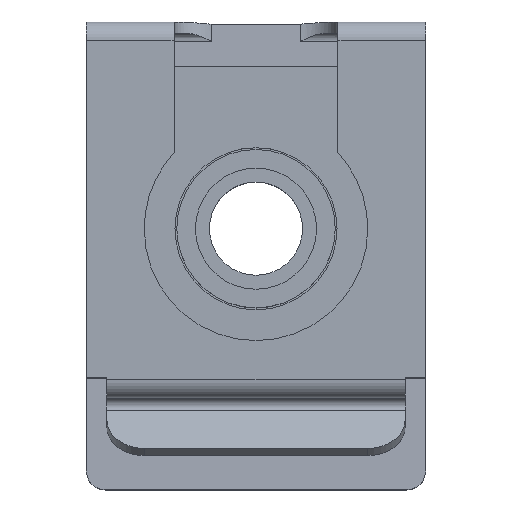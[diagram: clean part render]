
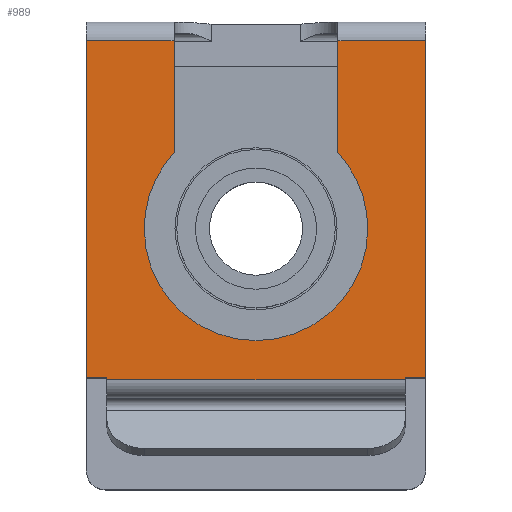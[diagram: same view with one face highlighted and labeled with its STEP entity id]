
A CAD part, top view. The second image highlights one B-rep face of the part: STEP entity #989.
In plain terms, the highlighted face is planar.
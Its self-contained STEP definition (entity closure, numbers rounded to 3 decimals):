
#18 = CARTESIAN_POINT ( 'NONE',  ( -4.079, 0., 4.4 ) ) ;
#25 = LINE ( 'NONE', #2109, #3213 ) ;
#31 = LINE ( 'NONE', #963, #3221 ) ;
#33 = AXIS2_PLACEMENT_3D ( 'NONE', #2840, #2759, #2742 ) ;
#49 = DIRECTION ( 'NONE',  ( 1., 0., 0. ) ) ;
#57 = EDGE_CURVE ( 'NONE', #1763, #2747, #2006, .T. ) ;
#84 = LINE ( 'NONE', #3471, #718 ) ;
#113 = DIRECTION ( 'NONE',  ( 0., 0., 1. ) ) ;
#117 = VERTEX_POINT ( 'NONE', #3228 ) ;
#137 = DIRECTION ( 'NONE',  ( -1., 0., 0. ) ) ;
#210 = CARTESIAN_POINT ( 'NONE',  ( -10.1, 0., 4.4 ) ) ;
#211 = EDGE_CURVE ( 'NONE', #702, #2452, #1612, .T. ) ;
#236 = DIRECTION ( 'NONE',  ( 1., 0., 0. ) ) ;
#270 = VECTOR ( 'NONE', #1329, 1000. ) ;
#325 = ORIENTED_EDGE ( 'NONE', *, *, #57, .T. ) ;
#360 = EDGE_CURVE ( 'NONE', #1713, #2747, #1392, .T. ) ;
#369 = LINE ( 'NONE', #1027, #270 ) ;
#395 = EDGE_CURVE ( 'NONE', #611, #1713, #3625, .T. ) ;
#403 = CARTESIAN_POINT ( 'NONE',  ( -10.1, 0., 9.1 ) ) ;
#419 = EDGE_CURVE ( 'NONE', #611, #2050, #2034, .T. ) ;
#441 = CARTESIAN_POINT ( 'NONE',  ( 8., 0., -9.1 ) ) ;
#470 = CARTESIAN_POINT ( 'NONE',  ( 8., 0., -8. ) ) ;
#498 = EDGE_CURVE ( 'NONE', #2430, #1125, #1735, .T. ) ;
#527 = VECTOR ( 'NONE', #3794, 1000. ) ;
#550 = CARTESIAN_POINT ( 'NONE',  ( 8.1, 0., -8. ) ) ;
#610 = VECTOR ( 'NONE', #113, 1000. ) ;
#611 = VERTEX_POINT ( 'NONE', #441 ) ;
#702 = VERTEX_POINT ( 'NONE', #1502 ) ;
#710 = CARTESIAN_POINT ( 'NONE',  ( 0., 0., 6. ) ) ;
#718 = VECTOR ( 'NONE', #1324, 1000. ) ;
#720 = VECTOR ( 'NONE', #137, 1000. ) ;
#749 = ORIENTED_EDGE ( 'NONE', *, *, #2088, .F. ) ;
#843 = ORIENTED_EDGE ( 'NONE', *, *, #2984, .F. ) ;
#869 = CIRCLE ( 'NONE', #2099, 6. ) ;
#906 = EDGE_CURVE ( 'NONE', #2050, #2962, #2991, .T. ) ;
#963 = CARTESIAN_POINT ( 'NONE',  ( -11.1, 0., 4.4 ) ) ;
#989 = ADVANCED_FACE ( 'NONE', ( #1784 ), #2797, .F. ) ;
#1027 = CARTESIAN_POINT ( 'NONE',  ( -11.1, 0., -4.4 ) ) ;
#1125 = VERTEX_POINT ( 'NONE', #710 ) ;
#1131 = ORIENTED_EDGE ( 'NONE', *, *, #3643, .F. ) ;
#1170 = VECTOR ( 'NONE', #3828, 1000. ) ;
#1296 = DIRECTION ( 'NONE',  ( 0., 1., 0. ) ) ;
#1320 = EDGE_CURVE ( 'NONE', #1763, #117, #84, .T. ) ;
#1324 = DIRECTION ( 'NONE',  ( -1., 0., 0. ) ) ;
#1329 = DIRECTION ( 'NONE',  ( -1., 0., 0. ) ) ;
#1339 = ORIENTED_EDGE ( 'NONE', *, *, #3695, .F. ) ;
#1358 = CARTESIAN_POINT ( 'NONE',  ( -10.1, 0., 9.1 ) ) ;
#1371 = EDGE_CURVE ( 'NONE', #3832, #3648, #2270, .T. ) ;
#1392 = LINE ( 'NONE', #470, #3723 ) ;
#1463 = EDGE_LOOP ( 'NONE', ( #3199, #843, #1764, #1339, #2960, #1834, #325, #2762, #2346, #2511, #1762, #1131, #3229, #749 ) ) ;
#1502 = CARTESIAN_POINT ( 'NONE',  ( 0., 0., -6. ) ) ;
#1612 = CIRCLE ( 'NONE', #3618, 6. ) ;
#1713 = VERTEX_POINT ( 'NONE', #3162 ) ;
#1735 = CIRCLE ( 'NONE', #3947, 6. ) ;
#1762 = ORIENTED_EDGE ( 'NONE', *, *, #906, .T. ) ;
#1763 = VERTEX_POINT ( 'NONE', #2290 ) ;
#1764 = ORIENTED_EDGE ( 'NONE', *, *, #1371, .T. ) ;
#1765 = CARTESIAN_POINT ( 'NONE',  ( 8., 0., 9.1 ) ) ;
#1784 = FACE_OUTER_BOUND ( 'NONE', #1463, .T. ) ;
#1834 = ORIENTED_EDGE ( 'NONE', *, *, #1320, .F. ) ;
#1999 = CARTESIAN_POINT ( 'NONE',  ( -11.1, 0., 9.1 ) ) ;
#2006 = LINE ( 'NONE', #3891, #1170 ) ;
#2034 = LINE ( 'NONE', #3305, #3446 ) ;
#2050 = VERTEX_POINT ( 'NONE', #3131 ) ;
#2068 = DIRECTION ( 'NONE',  ( -1., 0., 0. ) ) ;
#2088 = EDGE_CURVE ( 'NONE', #1125, #702, #869, .T. ) ;
#2099 = AXIS2_PLACEMENT_3D ( 'NONE', #3144, #1296, #3437 ) ;
#2109 = CARTESIAN_POINT ( 'NONE',  ( 8., 0., 9.1 ) ) ;
#2205 = CARTESIAN_POINT ( 'NONE',  ( -4.079, 0., -4.4 ) ) ;
#2249 = DIRECTION ( 'NONE',  ( 0., 0., 1. ) ) ;
#2270 = LINE ( 'NONE', #1358, #610 ) ;
#2290 = CARTESIAN_POINT ( 'NONE',  ( 8.1, 0., 8. ) ) ;
#2314 = CARTESIAN_POINT ( 'NONE',  ( 0., 0., 0. ) ) ;
#2346 = ORIENTED_EDGE ( 'NONE', *, *, #395, .F. ) ;
#2368 = DIRECTION ( 'NONE',  ( 0., 1., 0. ) ) ;
#2370 = LINE ( 'NONE', #1999, #720 ) ;
#2430 = VERTEX_POINT ( 'NONE', #18 ) ;
#2452 = VERTEX_POINT ( 'NONE', #2205 ) ;
#2489 = DIRECTION ( 'NONE',  ( 0., 0., 1. ) ) ;
#2511 = ORIENTED_EDGE ( 'NONE', *, *, #419, .T. ) ;
#2679 = VERTEX_POINT ( 'NONE', #1765 ) ;
#2742 = DIRECTION ( 'NONE',  ( 0., 0., -1. ) ) ;
#2747 = VERTEX_POINT ( 'NONE', #550 ) ;
#2759 = DIRECTION ( 'NONE',  ( 0., -1., 0. ) ) ;
#2762 = ORIENTED_EDGE ( 'NONE', *, *, #360, .F. ) ;
#2797 = PLANE ( 'NONE',  #33 ) ;
#2804 = DIRECTION ( 'NONE',  ( 0., 1., 0. ) ) ;
#2836 = VECTOR ( 'NONE', #3922, 1000. ) ;
#2840 = CARTESIAN_POINT ( 'NONE',  ( -11.1, 0., 9.1 ) ) ;
#2878 = CARTESIAN_POINT ( 'NONE',  ( 0., 0., 0. ) ) ;
#2917 = CARTESIAN_POINT ( 'NONE',  ( 8., 0., -9.1 ) ) ;
#2960 = ORIENTED_EDGE ( 'NONE', *, *, #3928, .F. ) ;
#2962 = VERTEX_POINT ( 'NONE', #3420 ) ;
#2984 = EDGE_CURVE ( 'NONE', #3832, #2430, #31, .T. ) ;
#2991 = LINE ( 'NONE', #3755, #527 ) ;
#3131 = CARTESIAN_POINT ( 'NONE',  ( -10.1, 0., -9.1 ) ) ;
#3144 = CARTESIAN_POINT ( 'NONE',  ( 0., 0., 0. ) ) ;
#3162 = CARTESIAN_POINT ( 'NONE',  ( 8., 0., -8. ) ) ;
#3199 = ORIENTED_EDGE ( 'NONE', *, *, #498, .F. ) ;
#3213 = VECTOR ( 'NONE', #3320, 1000. ) ;
#3221 = VECTOR ( 'NONE', #49, 1000. ) ;
#3228 = CARTESIAN_POINT ( 'NONE',  ( 8., 0., 8. ) ) ;
#3229 = ORIENTED_EDGE ( 'NONE', *, *, #211, .F. ) ;
#3305 = CARTESIAN_POINT ( 'NONE',  ( -11.1, 0., -9.1 ) ) ;
#3320 = DIRECTION ( 'NONE',  ( 0., 0., 1. ) ) ;
#3420 = CARTESIAN_POINT ( 'NONE',  ( -10.1, 0., -4.4 ) ) ;
#3437 = DIRECTION ( 'NONE',  ( 0., 0., 1. ) ) ;
#3446 = VECTOR ( 'NONE', #2068, 1000. ) ;
#3471 = CARTESIAN_POINT ( 'NONE',  ( 8., 0., 8. ) ) ;
#3618 = AXIS2_PLACEMENT_3D ( 'NONE', #2314, #2368, #2249 ) ;
#3625 = LINE ( 'NONE', #2917, #2836 ) ;
#3643 = EDGE_CURVE ( 'NONE', #2452, #2962, #369, .T. ) ;
#3648 = VERTEX_POINT ( 'NONE', #403 ) ;
#3695 = EDGE_CURVE ( 'NONE', #2679, #3648, #2370, .T. ) ;
#3723 = VECTOR ( 'NONE', #236, 1000. ) ;
#3755 = CARTESIAN_POINT ( 'NONE',  ( -10.1, 0., 9.1 ) ) ;
#3794 = DIRECTION ( 'NONE',  ( 0., 0., 1. ) ) ;
#3828 = DIRECTION ( 'NONE',  ( 0., 0., -1. ) ) ;
#3832 = VERTEX_POINT ( 'NONE', #210 ) ;
#3891 = CARTESIAN_POINT ( 'NONE',  ( 8.1, 0., 9.1 ) ) ;
#3922 = DIRECTION ( 'NONE',  ( 0., 0., 1. ) ) ;
#3928 = EDGE_CURVE ( 'NONE', #117, #2679, #25, .T. ) ;
#3947 = AXIS2_PLACEMENT_3D ( 'NONE', #2878, #2804, #2489 ) ;
